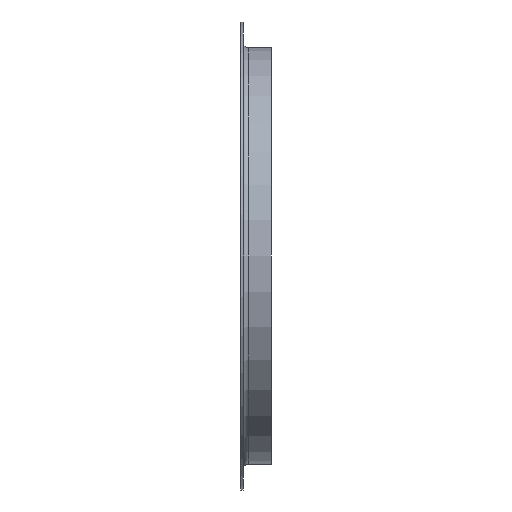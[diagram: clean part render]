
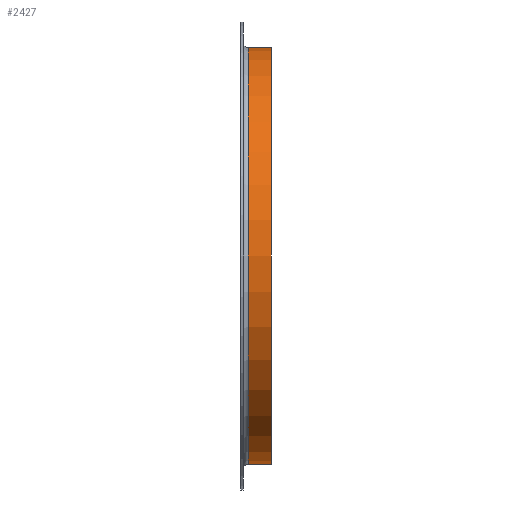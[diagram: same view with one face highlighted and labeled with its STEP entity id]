
A CAD part, front view. The second image highlights one B-rep face of the part: STEP entity #2427.
In plain terms, the highlighted cylindrical face has radius 304.8 mm (diameter 609.6 mm), a full revolution.
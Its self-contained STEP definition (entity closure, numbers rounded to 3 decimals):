
#7 = EDGE_CURVE ( 'NONE', #4717, #4717, #11315, .T. ) ;
#681 = CARTESIAN_POINT ( 'NONE',  ( 45., 0., 0. ) ) ;
#1188 = DIRECTION ( 'NONE',  ( 0., 0., 1. ) ) ;
#2195 = AXIS2_PLACEMENT_3D ( 'NONE', #4586, #6878, #11523 ) ;
#2427 = ADVANCED_FACE ( 'NONE', ( #6954, #7036 ), #12849, .T. ) ;
#2654 = CARTESIAN_POINT ( 'NONE',  ( 11., 0., 0. ) ) ;
#2760 = DIRECTION ( 'NONE',  ( 0., 0., 1. ) ) ;
#4063 = DIRECTION ( 'NONE',  ( -1., 0., 0. ) ) ;
#4586 = CARTESIAN_POINT ( 'NONE',  ( 0., 0., 0. ) ) ;
#4717 = VERTEX_POINT ( 'NONE', #9162 ) ;
#4948 = DIRECTION ( 'NONE',  ( -1., 0., 0. ) ) ;
#6196 = ORIENTED_EDGE ( 'NONE', *, *, #7030, .T. ) ;
#6878 = DIRECTION ( 'NONE',  ( -1., 0., 0. ) ) ;
#6954 = FACE_OUTER_BOUND ( 'NONE', #8982, .T. ) ;
#7030 = EDGE_CURVE ( 'NONE', #11419, #11419, #14752, .T. ) ;
#7036 = FACE_OUTER_BOUND ( 'NONE', #11226, .T. ) ;
#8092 = CARTESIAN_POINT ( 'NONE',  ( 45., 0., 304.8 ) ) ;
#8982 = EDGE_LOOP ( 'NONE', ( #11901 ) ) ;
#9162 = CARTESIAN_POINT ( 'NONE',  ( 11., 0., 304.8 ) ) ;
#9594 = AXIS2_PLACEMENT_3D ( 'NONE', #2654, #4948, #1188 ) ;
#11226 = EDGE_LOOP ( 'NONE', ( #6196 ) ) ;
#11274 = AXIS2_PLACEMENT_3D ( 'NONE', #681, #4063, #2760 ) ;
#11315 = CIRCLE ( 'NONE', #9594, 304.8 ) ;
#11419 = VERTEX_POINT ( 'NONE', #8092 ) ;
#11523 = DIRECTION ( 'NONE',  ( 0., 0., 1. ) ) ;
#11901 = ORIENTED_EDGE ( 'NONE', *, *, #7, .F. ) ;
#12849 = CYLINDRICAL_SURFACE ( 'NONE', #2195, 304.8 ) ;
#14752 = CIRCLE ( 'NONE', #11274, 304.8 ) ;
